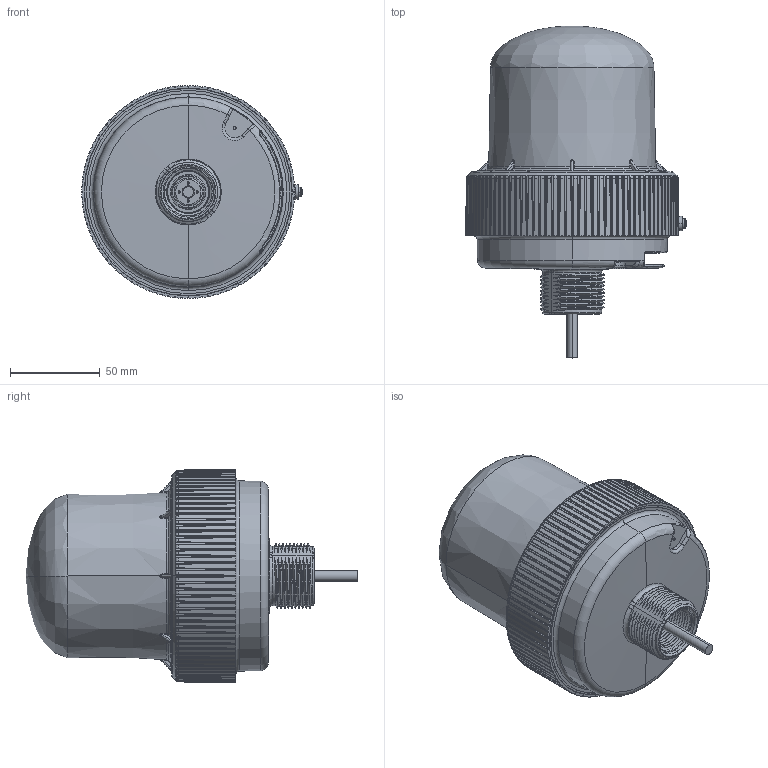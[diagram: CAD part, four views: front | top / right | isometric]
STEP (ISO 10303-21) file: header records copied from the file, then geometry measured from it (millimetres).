
FILE_DESCRIPTION((''),'2;1');
FILE_NAME('224908_ASM','2021-09-17T16:51:51',('PDMAdmin'),('BANNER ENGINEERING'),'CREO PARAMETRIC BY PTC INC, 2019292','CREO PARAMETRIC BY PTC INC, 2019292','');
FILE_SCHEMA(('CONFIG_CONTROL_DESIGN'));
Length unit declared in the file: millimetre
Products named in the file (3): 224908_EP01; CABLE_592_5COND; 224908_ASM
Assembly tree (2 placements, depth 2):
  224908_ASM
    224908_EP01
    CABLE_592_5COND
Bounding box: 122.72 x 184.76 x 118.5 mm (x, y, z)
Volume: 1039227 mm3; surface area: 71076.5 mm2
Topology: 2 solids, 2 shells, 1106 faces, 3018 edges, 1944 vertices
Faces by surface type: plane 388, cylinder 308, bspline 207, cone 145, torus 40, sphere 14, revolution 4
Entity records: 68299 total; most frequent: CARTESIAN_POINT 43425, ORIENTED_EDGE 6036, DIRECTION 3947, EDGE_CURVE 3018, VERTEX_POINT 1944, AXIS2_PLACEMENT_3D 1472, B_SPLINE_CURVE_WITH_KNOTS 1451, EDGE_LOOP 1134
